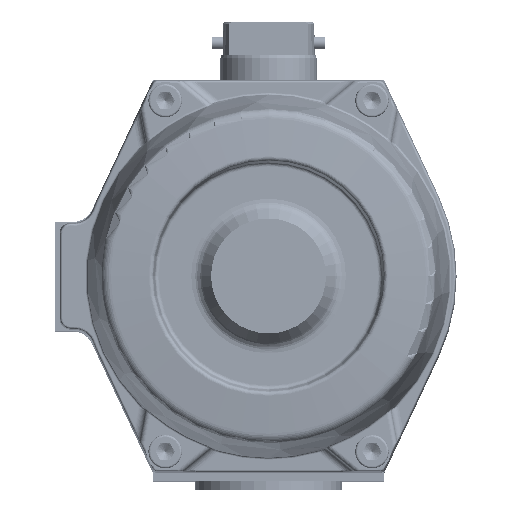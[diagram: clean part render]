
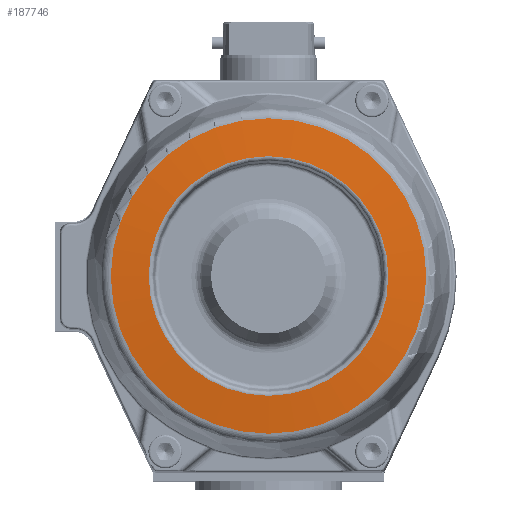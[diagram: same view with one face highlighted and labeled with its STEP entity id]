
A CAD part, top view. The second image highlights one B-rep face of the part: STEP entity #187746.
In plain terms, the highlighted conical face has half-angle 85 degrees and reference radius 55.657 mm.
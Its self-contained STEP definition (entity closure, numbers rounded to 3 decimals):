
#187719=CARTESIAN_POINT('',(0.,-69.586,0.));
#187720=DIRECTION('',(0.0,1.0,0.0));
#187721=DIRECTION('',(-1.0,0.0,0.0));
#187722=AXIS2_PLACEMENT_3D('',#187719,#187720,#187721);
#187723=CONICAL_SURFACE('',#187722,55.658,85.0);
#187724=CARTESIAN_POINT('',(75.48,-67.852,0.));
#187725=VERTEX_POINT('',#187724);
#187726=CARTESIAN_POINT('',(0.,-67.852,0.));
#187727=DIRECTION('',(0.0,1.0,0.0));
#187728=DIRECTION('',(-1.0,0.0,0.0));
#187729=AXIS2_PLACEMENT_3D('',#187726,#187727,#187728);
#187730=CIRCLE('',#187729,75.48);
#187731=EDGE_CURVE('',#187725,#187725,#187730,.F.);
#187732=ORIENTED_EDGE('',*,*,#187731,.T.);
#187733=EDGE_LOOP('',(#187732));
#187734=FACE_OUTER_BOUND('',#187733,.T.);
#187735=CARTESIAN_POINT('',(57.329,-69.44,0.));
#187736=VERTEX_POINT('',#187735);
#187737=CARTESIAN_POINT('',(0.,-69.44,0.));
#187738=DIRECTION('',(0.0,1.0,0.0));
#187739=DIRECTION('',(-1.0,0.0,0.0));
#187740=AXIS2_PLACEMENT_3D('',#187737,#187738,#187739);
#187741=CIRCLE('',#187740,57.329);
#187742=EDGE_CURVE('',#187736,#187736,#187741,.T.);
#187743=ORIENTED_EDGE('',*,*,#187742,.T.);
#187744=EDGE_LOOP('',(#187743));
#187745=FACE_BOUND('',#187744,.T.);
#187746=ADVANCED_FACE('',(#187734,#187745),#187723,.T.);
